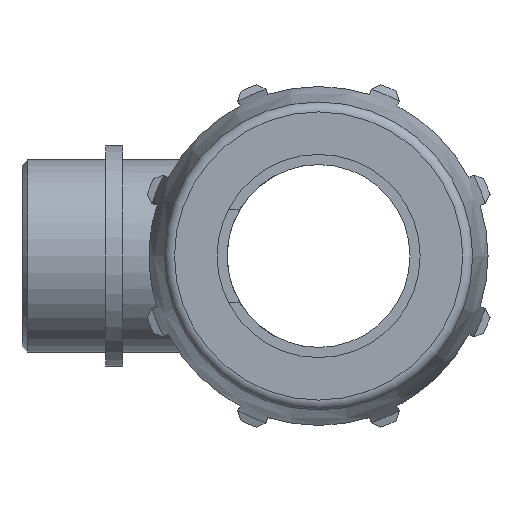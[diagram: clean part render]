
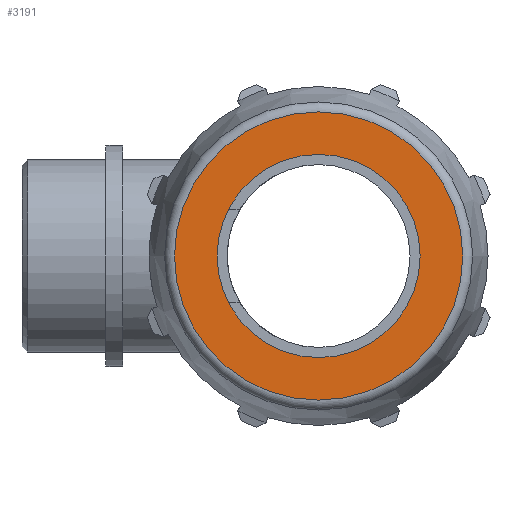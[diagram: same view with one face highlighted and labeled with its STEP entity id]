
A CAD part, left-side view. The second image highlights one B-rep face of the part: STEP entity #3191.
In plain terms, the highlighted planar face has unit normal (-1, 0, 0).
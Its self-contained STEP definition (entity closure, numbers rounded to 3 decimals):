
#57=PLANE('',#3431);
#228=CIRCLE('',#3430,44.699);
#229=CIRCLE('',#3432,31.5);
#818=FACE_BOUND('',#1115,.T.);
#926=FACE_OUTER_BOUND('',#1114,.T.);
#1114=EDGE_LOOP('',(#2411));
#1115=EDGE_LOOP('',(#2412));
#1397=VERTEX_POINT('',#5090);
#1398=VERTEX_POINT('',#5093);
#1769=EDGE_CURVE('',#1397,#1397,#228,.T.);
#1770=EDGE_CURVE('',#1398,#1398,#229,.T.);
#2411=ORIENTED_EDGE('',*,*,#1769,.T.);
#2412=ORIENTED_EDGE('',*,*,#1770,.T.);
#3191=ADVANCED_FACE('',(#926,#818),#57,.F.);
#3430=AXIS2_PLACEMENT_3D('',#5091,#3995,#3996);
#3431=AXIS2_PLACEMENT_3D('',#5092,#3997,#3998);
#3432=AXIS2_PLACEMENT_3D('',#5094,#3999,#4000);
#3995=DIRECTION('center_axis',(-1.,0.,0.));
#3996=DIRECTION('ref_axis',(0.,-1.,0.));
#3997=DIRECTION('center_axis',(1.,0.,0.));
#3998=DIRECTION('ref_axis',(0.,0.,-1.));
#3999=DIRECTION('center_axis',(1.,0.,0.));
#4000=DIRECTION('ref_axis',(0.,0.,-1.));
#5090=CARTESIAN_POINT('',(-136.,44.699,0.));
#5091=CARTESIAN_POINT('Origin',(-136.,0.,0.));
#5092=CARTESIAN_POINT('Origin',(-136.,31.5,0.));
#5093=CARTESIAN_POINT('',(-136.,31.5,0.));
#5094=CARTESIAN_POINT('Origin',(-136.,0.,0.));
